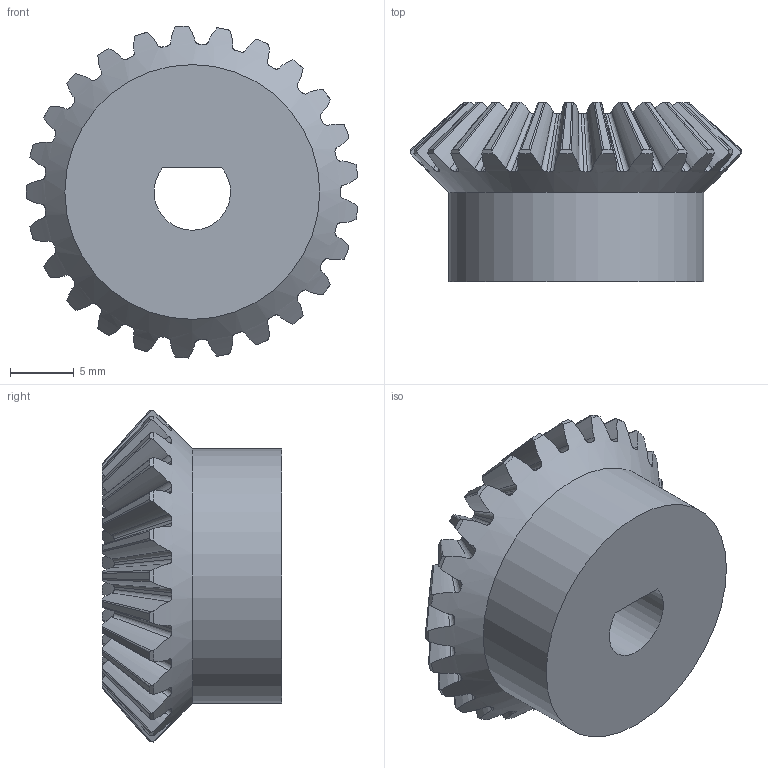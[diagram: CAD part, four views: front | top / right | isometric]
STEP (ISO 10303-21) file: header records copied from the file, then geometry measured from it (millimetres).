
FILE_DESCRIPTION(/* description */ (''),/* implementation_level */ '2;1');
FILE_NAME(/* name */ 'Motor Bevel v7.step',/* time_stamp */ '2024-04-16T13:17:49-04:00',/* author */ (''),/* organization */ (''),/* preprocessor_version */ 'ST-DEVELOPER v20',/* originating_system */ 'Autodesk Translation Framework v12.20.1.177',/* authorisation */ '');
FILE_SCHEMA (('AUTOMOTIVE_DESIGN { 1 0 10303 214 3 1 1 }'));
Length unit declared in the file: millimetre
Products named in the file (1): Motor Bevel
Bounding box: 26.01 x 14.08 x 26.05 mm (x, y, z)
Volume: 4161.2 mm3; surface area: 2180.7 mm2
Topology: 1 solids, 1 shells, 257 faces, 765 edges, 510 vertices
Faces by surface type: bspline 175, plane 28, cylinder 27, cone 27
Full cylindrical faces by diameter (mm): 20 x1
Entity records: 14534 total; most frequent: CARTESIAN_POINT 8914, ORIENTED_EDGE 1530, EDGE_CURVE 765, DIRECTION 585, VERTEX_POINT 510, B_SPLINE_CURVE_WITH_KNOTS 452, EDGE_LOOP 259, FACE_OUTER_BOUND 257
